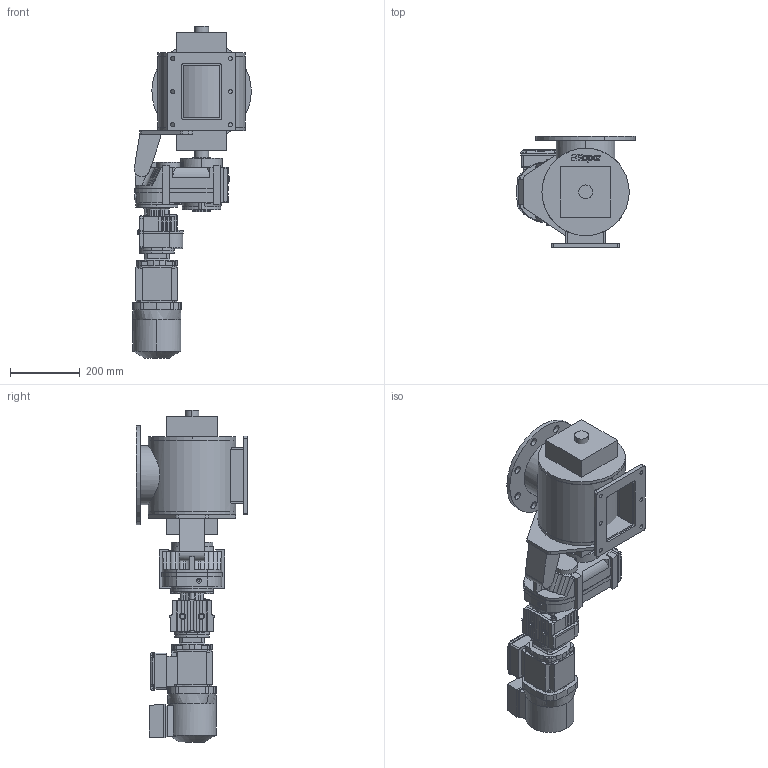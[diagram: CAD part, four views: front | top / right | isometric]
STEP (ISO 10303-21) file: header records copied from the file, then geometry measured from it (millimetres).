
FILE_DESCRIPTION (( 'STEP AP214' ), '1' );
FILE_NAME ('RV200-200-DN150x225x195.STEP', '2025-01-15T07:46:01', ( '' ), ( '' ), 'SwSTEP 2.0', 'SolidWorks 2022', '' );
FILE_SCHEMA (( 'AUTOMOTIVE_DESIGN' ));
Length unit declared in the file: millimetre
Products named in the file (1): RV200-200-DN150x225x195
Bounding box: 339.57 x 320 x 951 mm (x, y, z)
Volume: 26252148.5 mm3; surface area: 2017707.8 mm2
Topology: 37 solids, 37 shells, 1477 faces, 3911 edges, 2560 vertices
Faces by surface type: plane 812, cylinder 565, cone 79, bspline 21
Entity records: 63125 total; most frequent: CARTESIAN_POINT 12961, ORIENTED_EDGE 7758, DIRECTION 7616, EDGE_CURVE 3879, VERTEX_POINT 2560, AXIS2_PLACEMENT_3D 2546, VECTOR 2524, LINE 2524
